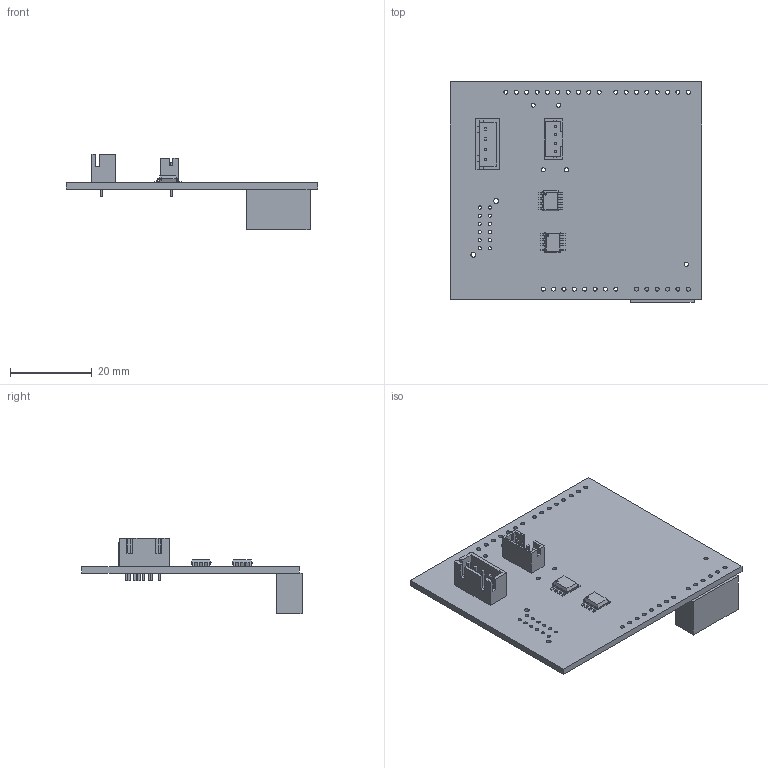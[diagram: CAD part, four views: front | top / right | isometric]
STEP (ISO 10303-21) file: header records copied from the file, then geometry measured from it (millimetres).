
FILE_DESCRIPTION(('Open CASCADE Model'),'2;1');
FILE_NAME('Open CASCADE Shape Model','2020-06-29T17:04:20',('Author'),( 'Open CASCADE'),'Open CASCADE STEP processor 6.8','Open CASCADE 6.8' ,'Unknown');
FILE_SCHEMA(('AUTOMOTIVE_DESIGN { 1 0 10303 214 1 1 1 1 }'));
Length unit declared in the file: millimetre
Products named in the file (13): PCB; BoardJ29; Open CASCADE STEP translator 6.8 2.1.1; IC2J29; SOIC8; IC1J29; J1J29; 6333971760; Extruded; PACEOUTJ29; B4B-PH-K-S; HRTINJ29; B4B-XH-A
Assembly tree (13 placements, depth 4):
  PCB
    BoardJ29
      Open CASCADE STEP translator 6.8 2.1.1
    IC2J29
      SOIC8
    IC1J29
      SOIC8
    J1J29
      6333971760
        Extruded
    PACEOUTJ29
      B4B-PH-K-S
    HRTINJ29
      B4B-XH-A
Bounding box: 61.77 x 53.97 x 18.59 mm (x, y, z)
Volume: 6638.7 mm3; surface area: 8927.7 mm2
Topology: 6 solids, 6 shells, 453 faces, 1275 edges, 834 vertices
Faces by surface type: plane 310, cylinder 123, cone 20
Full cylindrical faces by diameter (mm): 0.762 x4, 0.8 x12, 1 x32, 1.016 x5, 1.067 x4, 1.2 x2
Entity records: 12523 total; most frequent: CARTESIAN_POINT 1841, ORIENTED_EDGE 1802, DIRECTION 1775, EDGE_CURVE 901, LINE 711, VECTOR 711, VERTEX_POINT 598, AXIS2_PLACEMENT_3D 532
